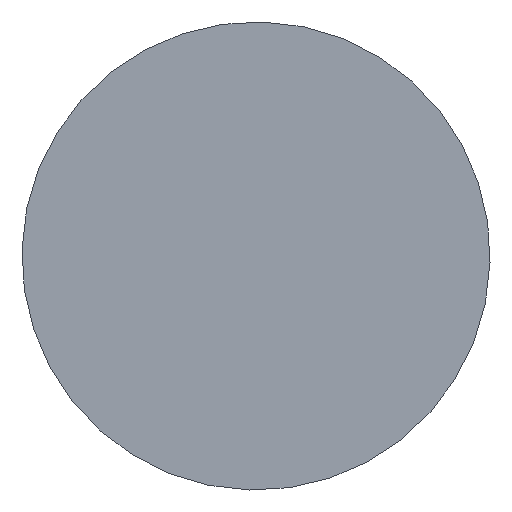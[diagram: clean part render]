
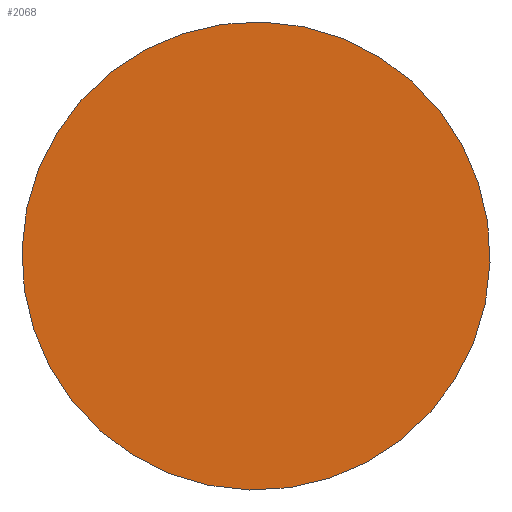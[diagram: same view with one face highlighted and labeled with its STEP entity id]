
A CAD part, front view. The second image highlights one B-rep face of the part: STEP entity #2068.
In plain terms, the highlighted planar face has unit normal (0, -1, 0).
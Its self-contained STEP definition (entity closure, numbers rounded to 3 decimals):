
#104 = DIRECTION ( 'NONE',  ( 0., 0., -1. ) ) ;
#140 = ORIENTED_EDGE ( 'NONE', *, *, #1867, .T. ) ;
#381 = CARTESIAN_POINT ( 'NONE',  ( 0., 0., 0. ) ) ;
#416 = AXIS2_PLACEMENT_3D ( 'NONE', #461, #1138, #1264 ) ;
#461 = CARTESIAN_POINT ( 'NONE',  ( 0., 0., 0. ) ) ;
#697 = CARTESIAN_POINT ( 'NONE',  ( 0., 0., 0. ) ) ;
#851 = CARTESIAN_POINT ( 'NONE',  ( 0., 0., 9.5 ) ) ;
#857 = VERTEX_POINT ( 'NONE', #1773 ) ;
#939 = DIRECTION ( 'NONE',  ( 0., -1., 0. ) ) ;
#1042 = CIRCLE ( 'NONE', #1925, 9.5 ) ;
#1138 = DIRECTION ( 'NONE',  ( 0., -1., 0. ) ) ;
#1148 = DIRECTION ( 'NONE',  ( 0., 0., -1. ) ) ;
#1199 = VERTEX_POINT ( 'NONE', #851 ) ;
#1200 = ORIENTED_EDGE ( 'NONE', *, *, #1228, .T. ) ;
#1203 = EDGE_LOOP ( 'NONE', ( #140, #1200 ) ) ;
#1214 = FACE_OUTER_BOUND ( 'NONE', #1203, .T. ) ;
#1228 = EDGE_CURVE ( 'NONE', #1199, #857, #1042, .T. ) ;
#1244 = DIRECTION ( 'NONE',  ( 0., -1., 0. ) ) ;
#1264 = DIRECTION ( 'NONE',  ( 0., 0., -1. ) ) ;
#1648 = CIRCLE ( 'NONE', #416, 9.5 ) ;
#1773 = CARTESIAN_POINT ( 'NONE',  ( 0., 0., -9.5 ) ) ;
#1867 = EDGE_CURVE ( 'NONE', #857, #1199, #1648, .T. ) ;
#1891 = PLANE ( 'NONE',  #1983 ) ;
#1925 = AXIS2_PLACEMENT_3D ( 'NONE', #697, #1244, #104 ) ;
#1983 = AXIS2_PLACEMENT_3D ( 'NONE', #381, #939, #1148 ) ;
#2068 = ADVANCED_FACE ( 'NONE', ( #1214 ), #1891, .T. ) ;
